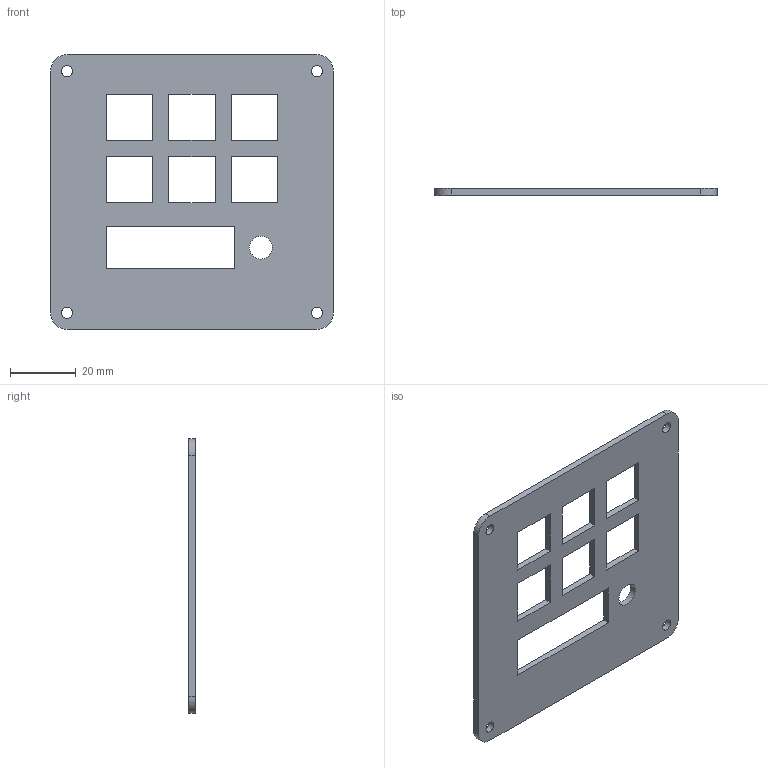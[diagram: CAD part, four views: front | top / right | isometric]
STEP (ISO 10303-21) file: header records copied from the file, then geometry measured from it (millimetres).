
FILE_DESCRIPTION(/* description */ (''),/* implementation_level */ '2;1');
FILE_NAME(/* name */ 'Case_Top.stp',/* time_stamp */ '2025-12-09T13:55:33-08:00',/* author */ ('chest'),/* organization */ (''),/* preprocessor_version */ 'ST-DEVELOPER v20.1',/* originating_system */ 'Autodesk Inventor 2026',/* authorisation */ '');
FILE_SCHEMA (('AUTOMOTIVE_DESIGN { 1 0 10303 214 3 1 1 }'));
Length unit declared in the file: millimetre
Products named in the file (1): Case_Top
Bounding box: 86.04 x 2 x 83.5 mm (x, y, z)
Volume: 10810.2 mm3; surface area: 12480.6 mm2
Topology: 1 solids, 1 shells, 43 faces, 123 edges, 82 vertices
Faces by surface type: plane 34, cylinder 9
Full cylindrical faces by diameter (mm): 3.4 x4, 7 x1
Entity records: 1486 total; most frequent: CARTESIAN_POINT 249, ORIENTED_EDGE 246, DIRECTION 229, EDGE_CURVE 123, LINE 105, VECTOR 105, VERTEX_POINT 82, EDGE_LOOP 67
